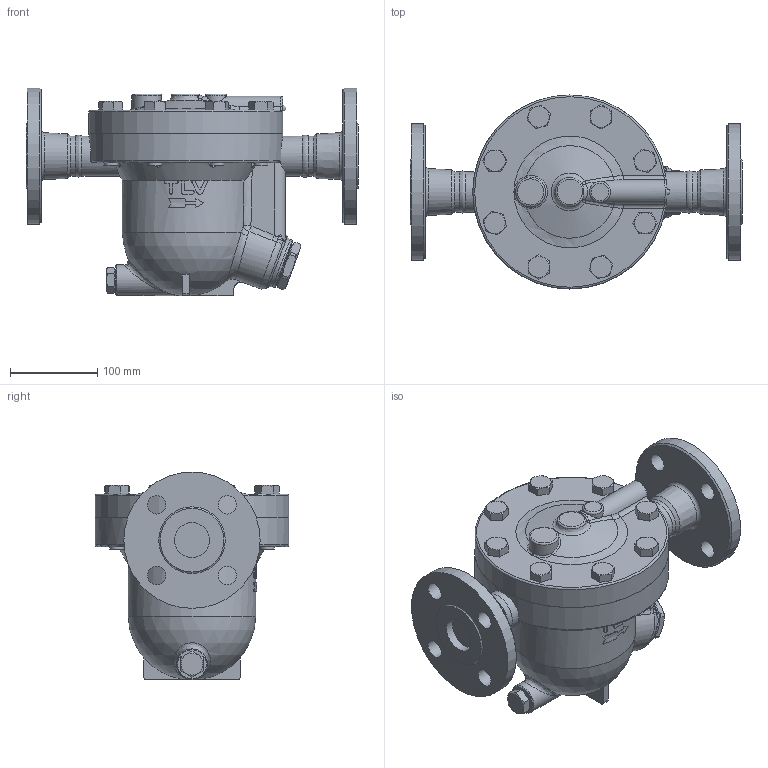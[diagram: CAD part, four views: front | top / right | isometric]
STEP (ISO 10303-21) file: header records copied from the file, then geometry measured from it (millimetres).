
FILE_DESCRIPTION((''),'2;1');
FILE_NAME('j7rmb-040-a0300-00.stp','2010-07-30T16:29:59',('nakaot'),(''),'Autodesk Inventor 2008','Autodesk Inventor 2008','');
FILE_SCHEMA(('AUTOMOTIVE_DESIGN { 1 0 10303 214 1 1 1 1 }'));
Length unit declared in the file: millimetre
Products named in the file (1): j7rmb-040-a0300-00
Bounding box: 380 x 222 x 238 mm (x, y, z)
Volume: 5890597 mm3; surface area: 382024.5 mm2
Topology: 1 solids, 1 shells, 368 faces, 891 edges, 560 vertices
Faces by surface type: plane 131, bspline 93, cone 70, cylinder 64, torus 7, sphere 3
Full cylindrical faces by diameter (mm): 16 x16, 21 x5, 24 x1, 34 x1, 35 x1, 40 x1, 45.895 x1, 46 x2, 49.5 x1, 58 x1, 130 x1, 156 x1, 222 x2
Entity records: 23259 total; most frequent: CARTESIAN_POINT 15833, ORIENTED_EDGE 1586, DIRECTION 1334, EDGE_CURVE 793, AXIS2_PLACEMENT_3D 570, VERTEX_POINT 535, EDGE_LOOP 508, FACE_OUTER_BOUND 368
